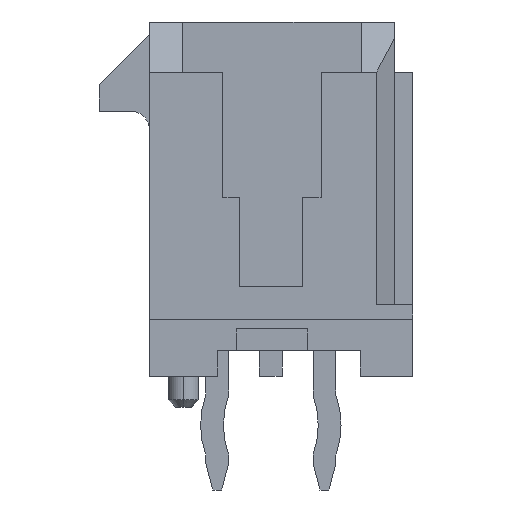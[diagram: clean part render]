
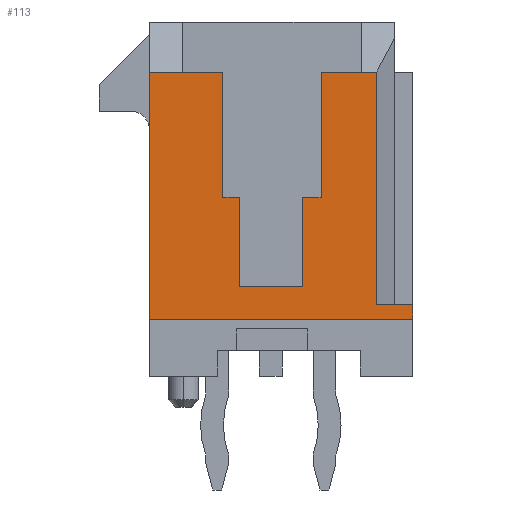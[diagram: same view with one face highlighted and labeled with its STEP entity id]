
A CAD part, left-side view. The second image highlights one B-rep face of the part: STEP entity #113.
In plain terms, the highlighted planar face has unit normal (-1, 0, 0).
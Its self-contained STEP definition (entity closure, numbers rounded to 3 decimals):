
#113=ADVANCED_FACE('',(#714),#715,.F.);
#714=FACE_OUTER_BOUND('',#1882,.T.);
#715=PLANE('',#1883);
#1882=EDGE_LOOP('',(#3070,#3071,#3072,#3073,#3074,#3075,#3076,#3077,#3078,#3079,#3080,#3081,#3082,#3083,#3084,#3085));
#1883=AXIS2_PLACEMENT_3D('',#3086,#3087,#3088);
#3070=ORIENTED_EDGE('',*,*,#7711,.T.);
#3071=ORIENTED_EDGE('',*,*,#7712,.T.);
#3072=ORIENTED_EDGE('',*,*,#7713,.T.);
#3073=ORIENTED_EDGE('',*,*,#7714,.T.);
#3074=ORIENTED_EDGE('',*,*,#7715,.T.);
#3075=ORIENTED_EDGE('',*,*,#7716,.F.);
#3076=ORIENTED_EDGE('',*,*,#7717,.T.);
#3077=ORIENTED_EDGE('',*,*,#7718,.F.);
#3078=ORIENTED_EDGE('',*,*,#7719,.F.);
#3079=ORIENTED_EDGE('',*,*,#7720,.F.);
#3080=ORIENTED_EDGE('',*,*,#7721,.F.);
#3081=ORIENTED_EDGE('',*,*,#7722,.T.);
#3082=ORIENTED_EDGE('',*,*,#7723,.F.);
#3083=ORIENTED_EDGE('',*,*,#7724,.F.);
#3084=ORIENTED_EDGE('',*,*,#7725,.T.);
#3085=ORIENTED_EDGE('',*,*,#7726,.T.);
#3086=CARTESIAN_POINT('',(-13.825,0.0,0.0));
#3087=DIRECTION('',(1.0,0.0,0.0));
#3088=DIRECTION('',(0.0,1.0,-0.0));
#7711=EDGE_CURVE('',#9314,#9315,#9316,.T.);
#7712=EDGE_CURVE('',#9315,#9317,#9318,.T.);
#7713=EDGE_CURVE('',#9317,#9319,#9320,.T.);
#7714=EDGE_CURVE('',#9319,#9321,#9322,.T.);
#7715=EDGE_CURVE('',#9321,#9323,#9324,.T.);
#7716=EDGE_CURVE('',#9325,#9323,#9326,.T.);
#7717=EDGE_CURVE('',#9325,#9327,#9328,.T.);
#7718=EDGE_CURVE('',#9329,#9327,#9330,.T.);
#7719=EDGE_CURVE('',#9331,#9329,#9332,.T.);
#7720=EDGE_CURVE('',#9333,#9331,#9334,.T.);
#7721=EDGE_CURVE('',#9335,#9333,#9336,.T.);
#7722=EDGE_CURVE('',#9335,#9337,#9338,.T.);
#7723=EDGE_CURVE('',#9339,#9337,#9340,.T.);
#7724=EDGE_CURVE('',#9341,#9339,#9342,.T.);
#7725=EDGE_CURVE('',#9341,#9343,#9344,.T.);
#7726=EDGE_CURVE('',#9343,#9314,#9345,.T.);
#9314=VERTEX_POINT('',#11740);
#9315=VERTEX_POINT('',#11741);
#9316=LINE('',#11742,#11743);
#9317=VERTEX_POINT('',#11744);
#9318=LINE('',#11745,#11746);
#9319=VERTEX_POINT('',#11747);
#9320=LINE('',#11748,#11749);
#9321=VERTEX_POINT('',#11750);
#9322=LINE('',#11751,#11752);
#9323=VERTEX_POINT('',#11753);
#9324=LINE('',#11754,#11755);
#9325=VERTEX_POINT('',#11756);
#9326=LINE('',#11757,#11758);
#9327=VERTEX_POINT('',#11759);
#9328=LINE('',#11760,#11761);
#9329=VERTEX_POINT('',#11762);
#9330=LINE('',#11763,#11764);
#9331=VERTEX_POINT('',#11765);
#9332=LINE('',#11766,#11767);
#9333=VERTEX_POINT('',#11768);
#9334=LINE('',#11769,#11770);
#9335=VERTEX_POINT('',#11771);
#9336=LINE('',#11772,#11773);
#9337=VERTEX_POINT('',#11774);
#9338=LINE('',#11775,#11776);
#9339=VERTEX_POINT('',#11777);
#9340=LINE('',#11778,#11779);
#9341=VERTEX_POINT('',#11780);
#9342=LINE('',#11781,#11782);
#9343=VERTEX_POINT('',#11783);
#9344=LINE('',#11784,#11785);
#9345=LINE('',#11786,#11787);
#11740=CARTESIAN_POINT('',(-13.825,-1.405,0.05));
#11741=CARTESIAN_POINT('',(-13.825,-0.875,0.05));
#11742=CARTESIAN_POINT('',(-13.825,-1.405,0.05));
#11743=VECTOR('',#15546,0.53);
#11744=CARTESIAN_POINT('',(-13.825,-0.875,-2.45));
#11745=CARTESIAN_POINT('',(-13.825,-0.875,0.05));
#11746=VECTOR('',#15547,2.5);
#11747=CARTESIAN_POINT('',(-13.825,0.875,-2.45));
#11748=CARTESIAN_POINT('',(-13.825,-0.875,-2.45));
#11749=VECTOR('',#15548,1.75);
#11750=CARTESIAN_POINT('',(-13.825,0.875,0.05));
#11751=CARTESIAN_POINT('',(-13.825,0.875,-2.45));
#11752=VECTOR('',#15549,2.5);
#11753=CARTESIAN_POINT('',(-13.825,1.345,0.05));
#11754=CARTESIAN_POINT('',(-13.825,0.875,0.05));
#11755=VECTOR('',#15550,0.47);
#11756=CARTESIAN_POINT('',(-13.825,1.345,3.55));
#11757=CARTESIAN_POINT('',(-13.825,1.345,3.55));
#11758=VECTOR('',#15551,3.5);
#11759=CARTESIAN_POINT('',(-13.825,2.47,3.55));
#11760=CARTESIAN_POINT('',(-13.825,1.345,3.55));
#11761=VECTOR('',#15552,1.125);
#11762=CARTESIAN_POINT('',(-13.825,3.4,3.55));
#11763=CARTESIAN_POINT('',(-13.825,3.4,3.55));
#11764=VECTOR('',#15553,0.93);
#11765=CARTESIAN_POINT('',(-13.825,3.4,-3.36));
#11766=CARTESIAN_POINT('',(-13.825,3.4,-3.36));
#11767=VECTOR('',#15554,6.91);
#11768=CARTESIAN_POINT('',(-13.825,-3.97,-3.36));
#11769=CARTESIAN_POINT('',(-13.825,-3.97,-3.36));
#11770=VECTOR('',#15555,7.37);
#11771=CARTESIAN_POINT('',(-13.825,-3.97,-2.96));
#11772=CARTESIAN_POINT('',(-13.825,-3.97,-2.96));
#11773=VECTOR('',#15556,0.4);
#11774=CARTESIAN_POINT('',(-13.825,-2.96,-2.96));
#11775=CARTESIAN_POINT('',(-13.825,-3.97,-2.96));
#11776=VECTOR('',#15557,1.01);
#11777=CARTESIAN_POINT('',(-13.825,-2.96,3.55));
#11778=CARTESIAN_POINT('',(-13.825,-2.96,3.55));
#11779=VECTOR('',#15558,6.51);
#11780=CARTESIAN_POINT('',(-13.825,-2.53,3.55));
#11781=CARTESIAN_POINT('',(-13.825,-2.53,3.55));
#11782=VECTOR('',#15559,0.43);
#11783=CARTESIAN_POINT('',(-13.825,-1.405,3.55));
#11784=CARTESIAN_POINT('',(-13.825,-2.53,3.55));
#11785=VECTOR('',#15560,1.125);
#11786=CARTESIAN_POINT('',(-13.825,-1.405,3.55));
#11787=VECTOR('',#15561,3.5);
#15546=DIRECTION('',(0.0,1.0,0.0));
#15547=DIRECTION('',(0.0,0.0,-1.0));
#15548=DIRECTION('',(0.0,1.0,0.0));
#15549=DIRECTION('',(0.0,0.0,1.0));
#15550=DIRECTION('',(0.0,1.0,0.0));
#15551=DIRECTION('',(0.0,0.0,-1.0));
#15552=DIRECTION('',(0.0,1.0,0.0));
#15553=DIRECTION('',(0.0,-1.0,0.0));
#15554=DIRECTION('',(0.0,0.0,1.0));
#15555=DIRECTION('',(0.0,1.0,0.0));
#15556=DIRECTION('',(0.0,0.0,-1.0));
#15557=DIRECTION('',(0.0,1.0,0.0));
#15558=DIRECTION('',(0.0,0.0,-1.0));
#15559=DIRECTION('',(0.0,-1.0,0.0));
#15560=DIRECTION('',(0.0,1.0,0.0));
#15561=DIRECTION('',(0.0,0.0,-1.0));
